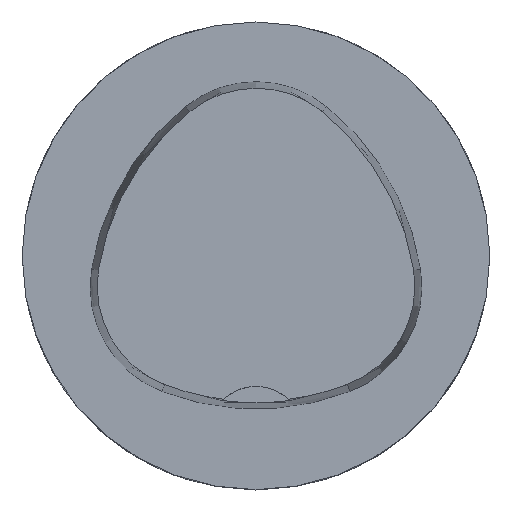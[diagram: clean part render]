
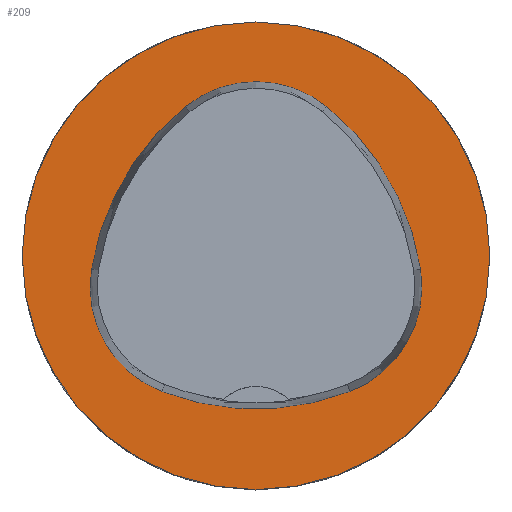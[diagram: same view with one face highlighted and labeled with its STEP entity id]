
A CAD part, top view. The second image highlights one B-rep face of the part: STEP entity #209.
In plain terms, the highlighted planar face has unit normal (0, 0, 1).
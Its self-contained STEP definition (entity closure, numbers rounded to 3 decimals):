
#97=FACE_BOUND('',#345,.T.);
#98=FACE_BOUND('',#346,.T.);
#148=CIRCLE('',#939,25.);
#149=CIRCLE('',#945,28.);
#151=CIRCLE('',#948,12.);
#153=CIRCLE('',#951,28.);
#155=CIRCLE('',#954,12.);
#159=CIRCLE('',#959,28.);
#161=CIRCLE('',#962,12.);
#209=ADVANCED_FACE('',(#97,#98),#259,.T.);
#259=PLANE('',#967);
#345=EDGE_LOOP('',(#517,#518,#519,#520,#521,#522));
#346=EDGE_LOOP('',(#523));
#517=ORIENTED_EDGE('',*,*,#763,.T.);
#518=ORIENTED_EDGE('',*,*,#743,.T.);
#519=ORIENTED_EDGE('',*,*,#747,.T.);
#520=ORIENTED_EDGE('',*,*,#750,.T.);
#521=ORIENTED_EDGE('',*,*,#753,.T.);
#522=ORIENTED_EDGE('',*,*,#761,.T.);
#523=ORIENTED_EDGE('',*,*,#734,.F.);
#648=VERTEX_POINT('',#1414);
#657=VERTEX_POINT('',#1433);
#658=VERTEX_POINT('',#1434);
#661=VERTEX_POINT('',#1442);
#663=VERTEX_POINT('',#1448);
#665=VERTEX_POINT('',#1454);
#672=VERTEX_POINT('',#1475);
#734=EDGE_CURVE('',#648,#648,#148,.T.);
#743=EDGE_CURVE('',#657,#658,#149,.T.);
#747=EDGE_CURVE('',#658,#661,#151,.T.);
#750=EDGE_CURVE('',#661,#663,#153,.T.);
#753=EDGE_CURVE('',#663,#665,#155,.T.);
#761=EDGE_CURVE('',#665,#672,#159,.T.);
#763=EDGE_CURVE('',#672,#657,#161,.T.);
#939=AXIS2_PLACEMENT_3D('',#1413,#1113,#1114);
#945=AXIS2_PLACEMENT_3D('',#1432,#1129,#1130);
#948=AXIS2_PLACEMENT_3D('',#1441,#1137,#1138);
#951=AXIS2_PLACEMENT_3D('',#1447,#1144,#1145);
#954=AXIS2_PLACEMENT_3D('',#1453,#1151,#1152);
#959=AXIS2_PLACEMENT_3D('',#1476,#1163,#1164);
#962=AXIS2_PLACEMENT_3D('',#1479,#1169,#1170);
#967=AXIS2_PLACEMENT_3D('',#1484,#1179,#1180);
#1113=DIRECTION('',(0.,0.,-1.));
#1114=DIRECTION('',(-1.,0.,0.));
#1129=DIRECTION('',(0.,0.,-1.));
#1130=DIRECTION('',(-1.,0.,0.));
#1137=DIRECTION('',(0.,0.,-1.));
#1138=DIRECTION('',(-1.,0.,0.));
#1144=DIRECTION('',(0.,0.,-1.));
#1145=DIRECTION('',(-1.,0.,0.));
#1151=DIRECTION('',(0.,0.,-1.));
#1152=DIRECTION('',(-1.,0.,0.));
#1163=DIRECTION('',(0.,0.,-1.));
#1164=DIRECTION('',(-1.,0.,0.));
#1169=DIRECTION('',(0.,0.,-1.));
#1170=DIRECTION('',(-1.,0.,0.));
#1179=DIRECTION('',(0.,0.,1.));
#1180=DIRECTION('',(1.,0.,0.));
#1413=CARTESIAN_POINT('',(0.,0.,0.));
#1414=CARTESIAN_POINT('',(-25.,0.,0.));
#1432=CARTESIAN_POINT('',(10.068,-5.824,0.));
#1433=CARTESIAN_POINT('',(-17.584,-1.424,0.));
#1434=CARTESIAN_POINT('',(-7.531,15.953,0.));
#1441=CARTESIAN_POINT('',(0.011,6.62,0.));
#1442=CARTESIAN_POINT('',(7.567,15.942,0.));
#1447=CARTESIAN_POINT('',(-10.063,-5.81,0.));
#1448=CARTESIAN_POINT('',(17.59,-1.418,0.));
#1453=CARTESIAN_POINT('',(5.739,-3.3,0.));
#1454=CARTESIAN_POINT('',(10.05,-14.499,0.));
#1475=CARTESIAN_POINT('',(-10.025,-14.516,0.));
#1476=CARTESIAN_POINT('',(-0.01,11.631,0.));
#1479=CARTESIAN_POINT('',(-5.733,-3.31,0.));
#1484=CARTESIAN_POINT('',(0.,0.,0.));
